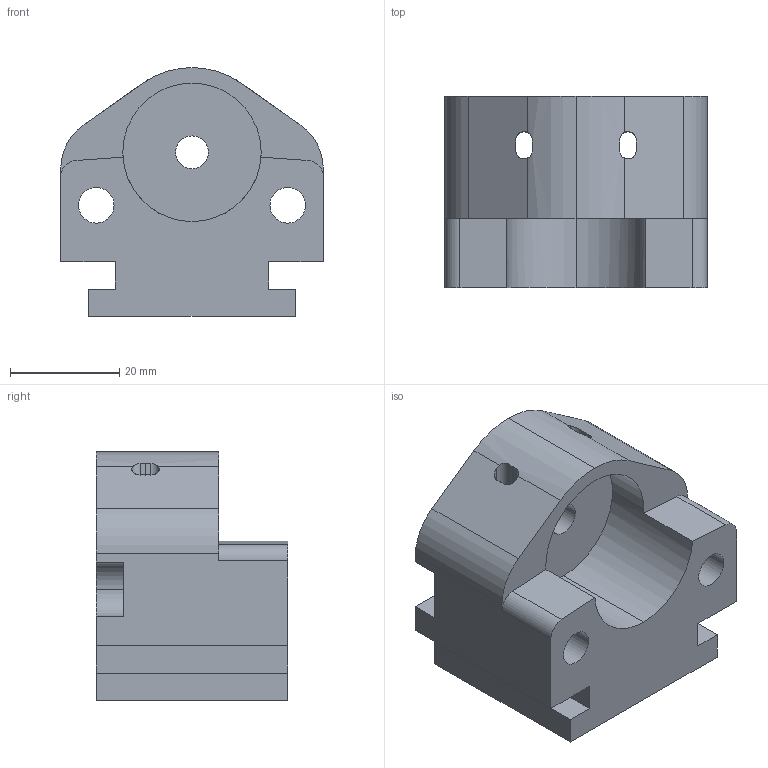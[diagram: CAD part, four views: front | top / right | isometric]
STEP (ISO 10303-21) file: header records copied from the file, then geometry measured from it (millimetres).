
FILE_DESCRIPTION(('CATIA V5 STEP Exchange'),'2;1');
FILE_NAME('BOSCHUNG_SM_V2_OUTLET_1.stp','2023-11-15T21:13:34+00:00',('none'),('none'),'CATIA Unofficial Packaging Version SP3','CATIA V5 STEP AP203','none');
FILE_SCHEMA(('CONFIG_CONTROL_DESIGN'));
Length unit declared in the file: millimetre
Products named in the file (1): BOSCHUNG_SM_V2_OUTLET_1
Bounding box: 48 x 35 x 45.5 mm (x, y, z)
Volume: 40605.9 mm3; surface area: 13509.8 mm2
Topology: 1 solids, 1 shells, 70 faces, 221 edges, 151 vertices
Faces by surface type: plane 41, cylinder 29
Entity records: 2439 total; most frequent: CARTESIAN_POINT 531, ORIENTED_EDGE 434, DIRECTION 303, EDGE_CURVE 217, VECTOR 157, LINE 157, VERTEX_POINT 146, AXIS2_PLACEMENT_3D 100
